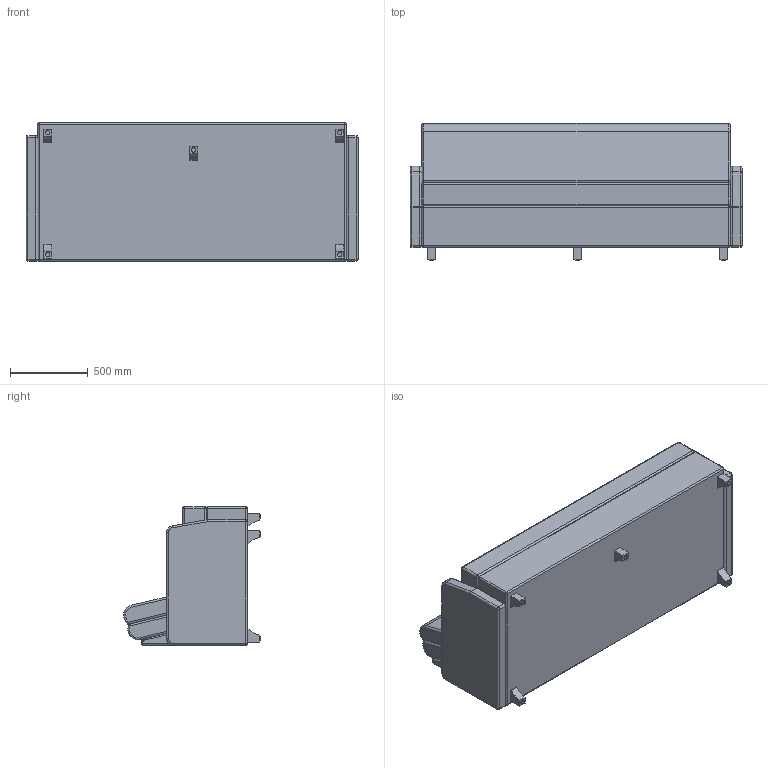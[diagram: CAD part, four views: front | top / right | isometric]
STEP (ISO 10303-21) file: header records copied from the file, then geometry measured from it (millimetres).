
FILE_DESCRIPTION(/* description */ (''),/* implementation_level */ '2;1');
FILE_NAME(/* name */ 'MM1278UFF.stp',/* time_stamp */ '2019-05-29T10:43:45-04:00',/* author */ ('jbosley'),/* organization */ (''),/* preprocessor_version */ 'ST-DEVELOPER v16.13',/* originating_system */ 'Autodesk Inventor 2018',/* authorisation */ '');
FILE_SCHEMA (('AUTOMOTIVE_DESIGN { 1 0 10303 214 3 1 1 }'));
Length unit declared in the file: inch
Products named in the file (8): MM1278UFF; UBASE 1278UF; USEAT 1278; 1278 REAR BACK; 1278 FRONT BACK; LEG WBO SQ 14-1; GLIDE APFAA06-1; MM1276 ARM
Assembly tree (16 placements, depth 2):
  MM1278UFF
    UBASE 1278UF
    USEAT 1278
    1278 REAR BACK
    1278 FRONT BACK
    LEG WBO SQ 14-1  x5
    GLIDE APFAA06-1  x5
    MM1276 ARM  x2
Bounding box: 2133.6 x 880.47 x 889 mm (x, y, z)
Volume: 996961127.7 mm3; surface area: 16400117.4 mm2
Topology: 16 solids, 16 shells, 264 faces, 522 edges, 295 vertices
Faces by surface type: cylinder 113, plane 86, sphere 36, torus 20, cone 5, bspline 4
Full cylindrical faces by diameter (mm): 4.762 x5, 9.525 x5, 19.05 x5, 28.575 x5
Entity records: 4677 total; most frequent: DIRECTION 898, CARTESIAN_POINT 728, ORIENTED_EDGE 668, AXIS2_PLACEMENT_3D 370, EDGE_CURVE 334, VERTEX_POINT 182, EDGE_LOOP 180, CIRCLE 174
